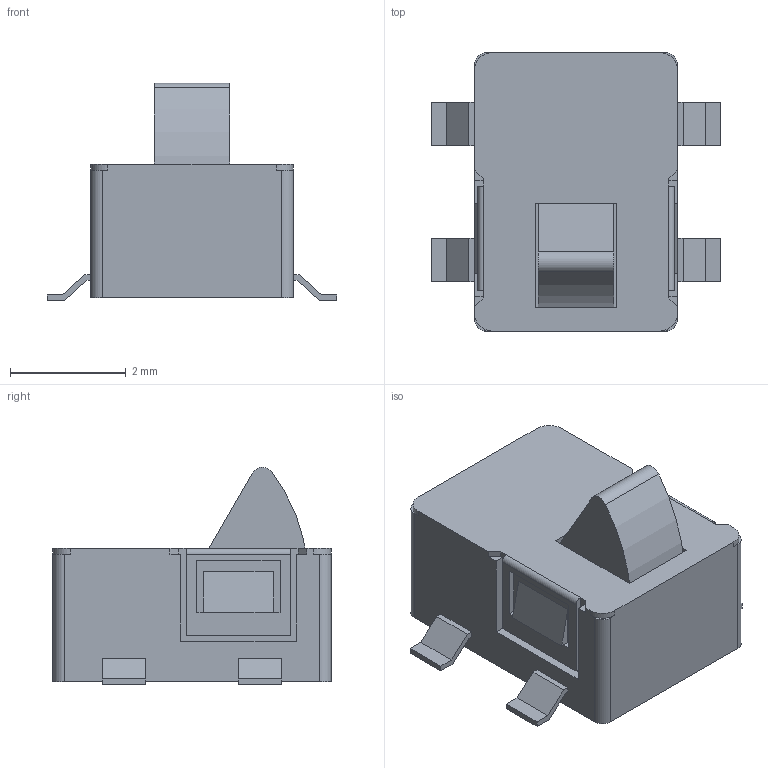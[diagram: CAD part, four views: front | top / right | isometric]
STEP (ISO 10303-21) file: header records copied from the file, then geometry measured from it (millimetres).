
FILE_DESCRIPTION((' '),'2;1');
FILE_NAME('TD1146.stp','2017-07-21T12:56:34',(' '),(' '),' ','ACIS',' ');
FILE_SCHEMA(('CONFIG_CONTROL_DESIGN'));
Length unit declared in the file: inch
Products named in the file (1): TD1146.stp
Bounding box: 5 x 4.8 x 3.75 mm (x, y, z)
Volume: 37.8 mm3; surface area: 108 mm2
Topology: 1 solids, 1 shells, 126 faces, 338 edges, 222 vertices
Faces by surface type: plane 113, cylinder 13
Full cylindrical faces by diameter (mm): 0.36 x1
Entity records: 3988 total; most frequent: CARTESIAN_POINT 687, ORIENTED_EDGE 678, DIRECTION 623, EDGE_CURVE 339, VECTOR 309, LINE 309, VERTEX_POINT 221, AXIS2_PLACEMENT_3D 157
